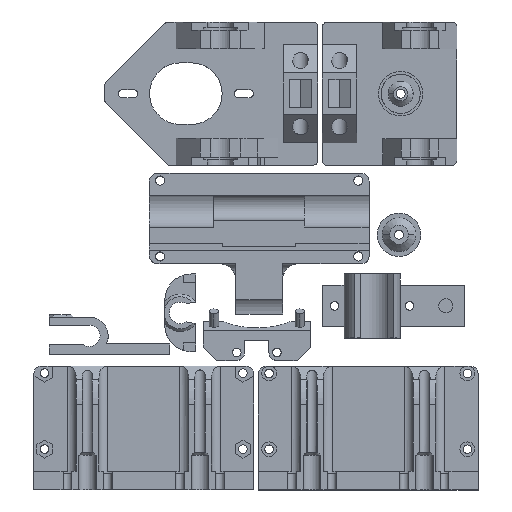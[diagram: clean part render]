
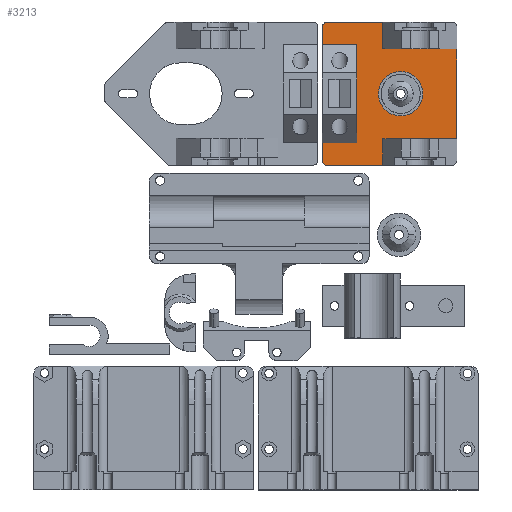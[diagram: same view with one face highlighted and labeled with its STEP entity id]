
A CAD part, top view. The second image highlights one B-rep face of the part: STEP entity #3213.
In plain terms, the highlighted face is planar.
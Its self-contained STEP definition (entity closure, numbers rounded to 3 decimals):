
#37 = LINE ( 'NONE', #10836, #4607 ) ;
#119 = ORIENTED_EDGE ( 'NONE', *, *, #12342, .T. ) ;
#303 = CARTESIAN_POINT ( 'NONE',  ( -18.35, 6.5, 13. ) ) ;
#397 = CIRCLE ( 'NONE', #10652, 8.3 ) ;
#695 = LINE ( 'NONE', #9072, #4714 ) ;
#769 = ORIENTED_EDGE ( 'NONE', *, *, #14873, .T. ) ;
#1012 = VERTEX_POINT ( 'NONE', #3201 ) ;
#1078 = CARTESIAN_POINT ( 'NONE',  ( 26.729, 6.5, 50.3 ) ) ;
#1089 = CARTESIAN_POINT ( 'NONE',  ( 18.35, 6.5, 13. ) ) ;
#1457 = ORIENTED_EDGE ( 'NONE', *, *, #15253, .F. ) ;
#1721 = AXIS2_PLACEMENT_3D ( 'NONE', #7061, #19133, #8797 ) ;
#2062 = CARTESIAN_POINT ( 'NONE',  ( 0., 6.5, 29.3 ) ) ;
#2665 = DIRECTION ( 'NONE',  ( 1., 0., 0. ) ) ;
#3125 = AXIS2_PLACEMENT_3D ( 'NONE', #4651, #11523, #13248 ) ;
#3187 = CARTESIAN_POINT ( 'NONE',  ( 0., 6.5, 29.3 ) ) ;
#3201 = CARTESIAN_POINT ( 'NONE',  ( 8.3, 6.5, 29.3 ) ) ;
#3213 = ADVANCED_FACE ( 'NONE', ( #7666, #16275 ), #16715, .F. ) ;
#3294 = LINE ( 'NONE', #1078, #12454 ) ;
#3346 = VECTOR ( 'NONE', #20086, 1000. ) ;
#3524 = VERTEX_POINT ( 'NONE', #12351 ) ;
#3542 = VECTOR ( 'NONE', #16389, 1000. ) ;
#3670 = LINE ( 'NONE', #20370, #8229 ) ;
#3780 = CARTESIAN_POINT ( 'NONE',  ( -16.729, 6.5, 22.7 ) ) ;
#3801 = DIRECTION ( 'NONE',  ( -1., 0., 0. ) ) ;
#3854 = CARTESIAN_POINT ( 'NONE',  ( 26.729, 6.5, 50.3 ) ) ;
#3995 = CARTESIAN_POINT ( 'NONE',  ( 26.729, 6.5, 22.7 ) ) ;
#4095 = VERTEX_POINT ( 'NONE', #4563 ) ;
#4560 = CARTESIAN_POINT ( 'NONE',  ( -16.729, 6.5, 50.3 ) ) ;
#4563 = CARTESIAN_POINT ( 'NONE',  ( 18.35, 6.5, 0. ) ) ;
#4606 = ORIENTED_EDGE ( 'NONE', *, *, #12899, .T. ) ;
#4607 = VECTOR ( 'NONE', #19246, 1000. ) ;
#4618 = ORIENTED_EDGE ( 'NONE', *, *, #5625, .F. ) ;
#4651 = CARTESIAN_POINT ( 'NONE',  ( 26.729, 6.5, 50.3 ) ) ;
#4714 = VECTOR ( 'NONE', #7343, 1000. ) ;
#4823 = VECTOR ( 'NONE', #16185, 1000. ) ;
#4827 = ORIENTED_EDGE ( 'NONE', *, *, #15548, .T. ) ;
#4892 = DIRECTION ( 'NONE',  ( -1., 0., 0. ) ) ;
#5138 = VERTEX_POINT ( 'NONE', #4560 ) ;
#5161 = CARTESIAN_POINT ( 'NONE',  ( -26.729, 6.5, 2. ) ) ;
#5285 = EDGE_CURVE ( 'NONE', #17779, #8318, #21675, .T. ) ;
#5376 = LINE ( 'NONE', #10983, #4823 ) ;
#5615 = ORIENTED_EDGE ( 'NONE', *, *, #16680, .F. ) ;
#5625 = EDGE_CURVE ( 'NONE', #19979, #17824, #16281, .T. ) ;
#6047 = CARTESIAN_POINT ( 'NONE',  ( 24.729, 6.5, 0. ) ) ;
#6100 = ORIENTED_EDGE ( 'NONE', *, *, #13352, .F. ) ;
#6339 = EDGE_CURVE ( 'NONE', #17779, #9063, #37, .T. ) ;
#6708 = EDGE_CURVE ( 'NONE', #17824, #5138, #17073, .T. ) ;
#6823 = EDGE_CURVE ( 'NONE', #19722, #21620, #20045, .T. ) ;
#7061 = CARTESIAN_POINT ( 'NONE',  ( 24.729, 6.5, 2. ) ) ;
#7343 = DIRECTION ( 'NONE',  ( 0., 0., 1. ) ) ;
#7380 = CIRCLE ( 'NONE', #1721, 2. ) ;
#7531 = VECTOR ( 'NONE', #14518, 1000. ) ;
#7586 = CARTESIAN_POINT ( 'NONE',  ( -18.35, 6.5, 0. ) ) ;
#7588 = CARTESIAN_POINT ( 'NONE',  ( 26.729, 6.5, 0. ) ) ;
#7666 = FACE_BOUND ( 'NONE', #21304, .T. ) ;
#7697 = VERTEX_POINT ( 'NONE', #19072 ) ;
#7835 = CARTESIAN_POINT ( 'NONE',  ( -24.729, 6.5, 2. ) ) ;
#8008 = CARTESIAN_POINT ( 'NONE',  ( -26.729, 6.5, 22.7 ) ) ;
#8193 = VECTOR ( 'NONE', #10787, 1000. ) ;
#8229 = VECTOR ( 'NONE', #8321, 1000. ) ;
#8318 = VERTEX_POINT ( 'NONE', #7586 ) ;
#8321 = DIRECTION ( 'NONE',  ( 1., 0., 0. ) ) ;
#8797 = DIRECTION ( 'NONE',  ( 1., 0., 0. ) ) ;
#9063 = VERTEX_POINT ( 'NONE', #1089 ) ;
#9072 = CARTESIAN_POINT ( 'NONE',  ( 18.35, 6.5, 13. ) ) ;
#9535 = CIRCLE ( 'NONE', #14580, 8.3 ) ;
#9601 = ORIENTED_EDGE ( 'NONE', *, *, #12832, .T. ) ;
#9745 = CARTESIAN_POINT ( 'NONE',  ( -18.35, 6.5, 0. ) ) ;
#10623 = EDGE_CURVE ( 'NONE', #8318, #19722, #16161, .T. ) ;
#10652 = AXIS2_PLACEMENT_3D ( 'NONE', #2062, #14113, #3801 ) ;
#10787 = DIRECTION ( 'NONE',  ( 0., 0., 1. ) ) ;
#10836 = CARTESIAN_POINT ( 'NONE',  ( 7.75, 6.5, 13. ) ) ;
#10983 = CARTESIAN_POINT ( 'NONE',  ( -26.729, 6.5, 50.3 ) ) ;
#11089 = VERTEX_POINT ( 'NONE', #20978 ) ;
#11237 = VERTEX_POINT ( 'NONE', #8008 ) ;
#11492 = DIRECTION ( 'NONE',  ( 0., 0., -1. ) ) ;
#11523 = DIRECTION ( 'NONE',  ( 0., -1., 0. ) ) ;
#11556 = EDGE_CURVE ( 'NONE', #3524, #1012, #397, .T. ) ;
#12342 = EDGE_CURVE ( 'NONE', #7697, #5138, #16644, .T. ) ;
#12351 = CARTESIAN_POINT ( 'NONE',  ( -8.3, 6.5, 29.3 ) ) ;
#12454 = VECTOR ( 'NONE', #13114, 1000. ) ;
#12676 = AXIS2_PLACEMENT_3D ( 'NONE', #7835, #18163, #2665 ) ;
#12825 = EDGE_LOOP ( 'NONE', ( #769, #13988, #4827, #9601, #18119, #18394, #14803, #16551, #5615, #1457, #119, #19404, #4618, #4606 ) ) ;
#12832 = EDGE_CURVE ( 'NONE', #4095, #9063, #695, .T. ) ;
#12899 = EDGE_CURVE ( 'NONE', #19979, #16651, #3670, .T. ) ;
#13114 = DIRECTION ( 'NONE',  ( 0., 0., -1. ) ) ;
#13248 = DIRECTION ( 'NONE',  ( 1., 0., 0. ) ) ;
#13352 = EDGE_CURVE ( 'NONE', #1012, #3524, #9535, .T. ) ;
#13988 = ORIENTED_EDGE ( 'NONE', *, *, #20498, .T. ) ;
#14113 = DIRECTION ( 'NONE',  ( 0., 1., 0. ) ) ;
#14518 = DIRECTION ( 'NONE',  ( -1., 0., 0. ) ) ;
#14580 = AXIS2_PLACEMENT_3D ( 'NONE', #3187, #15219, #4892 ) ;
#14803 = ORIENTED_EDGE ( 'NONE', *, *, #10623, .T. ) ;
#14873 = EDGE_CURVE ( 'NONE', #16651, #11089, #3294, .T. ) ;
#15219 = DIRECTION ( 'NONE',  ( 0., 1., 0. ) ) ;
#15253 = EDGE_CURVE ( 'NONE', #7697, #11237, #18622, .T. ) ;
#15548 = EDGE_CURVE ( 'NONE', #19595, #4095, #21836, .T. ) ;
#15894 = DIRECTION ( 'NONE',  ( -1., 0., 0. ) ) ;
#15909 = CARTESIAN_POINT ( 'NONE',  ( 16.729, 6.5, 50.3 ) ) ;
#15912 = CARTESIAN_POINT ( 'NONE',  ( 16.729, 6.5, 22.7 ) ) ;
#16161 = LINE ( 'NONE', #7588, #7531 ) ;
#16185 = DIRECTION ( 'NONE',  ( 0., 0., -1. ) ) ;
#16275 = FACE_OUTER_BOUND ( 'NONE', #12825, .T. ) ;
#16281 = LINE ( 'NONE', #21114, #8193 ) ;
#16389 = DIRECTION ( 'NONE',  ( -1., 0., 0. ) ) ;
#16551 = ORIENTED_EDGE ( 'NONE', *, *, #6823, .T. ) ;
#16585 = ORIENTED_EDGE ( 'NONE', *, *, #11556, .F. ) ;
#16644 = LINE ( 'NONE', #19666, #22298 ) ;
#16651 = VERTEX_POINT ( 'NONE', #3995 ) ;
#16680 = EDGE_CURVE ( 'NONE', #11237, #21620, #5376, .T. ) ;
#16715 = PLANE ( 'NONE',  #3125 ) ;
#17073 = LINE ( 'NONE', #3854, #3346 ) ;
#17622 = VECTOR ( 'NONE', #11492, 1000. ) ;
#17779 = VERTEX_POINT ( 'NONE', #303 ) ;
#17824 = VERTEX_POINT ( 'NONE', #15909 ) ;
#17918 = DIRECTION ( 'NONE',  ( 0., 0., 1. ) ) ;
#18075 = VECTOR ( 'NONE', #15894, 1000. ) ;
#18116 = CARTESIAN_POINT ( 'NONE',  ( 26.729, 6.5, 0. ) ) ;
#18119 = ORIENTED_EDGE ( 'NONE', *, *, #6339, .F. ) ;
#18163 = DIRECTION ( 'NONE',  ( 0., 1., 0. ) ) ;
#18394 = ORIENTED_EDGE ( 'NONE', *, *, #5285, .T. ) ;
#18622 = LINE ( 'NONE', #3780, #18075 ) ;
#19072 = CARTESIAN_POINT ( 'NONE',  ( -16.729, 6.5, 22.7 ) ) ;
#19133 = DIRECTION ( 'NONE',  ( 0., 1., 0. ) ) ;
#19246 = DIRECTION ( 'NONE',  ( 1., 0., 0. ) ) ;
#19404 = ORIENTED_EDGE ( 'NONE', *, *, #6708, .F. ) ;
#19595 = VERTEX_POINT ( 'NONE', #6047 ) ;
#19666 = CARTESIAN_POINT ( 'NONE',  ( -16.729, 6.5, 50.3 ) ) ;
#19722 = VERTEX_POINT ( 'NONE', #20214 ) ;
#19979 = VERTEX_POINT ( 'NONE', #15912 ) ;
#20045 = CIRCLE ( 'NONE', #12676, 2. ) ;
#20086 = DIRECTION ( 'NONE',  ( -1., 0., 0. ) ) ;
#20214 = CARTESIAN_POINT ( 'NONE',  ( -24.729, 6.5, 0. ) ) ;
#20370 = CARTESIAN_POINT ( 'NONE',  ( 16.729, 6.5, 22.7 ) ) ;
#20498 = EDGE_CURVE ( 'NONE', #11089, #19595, #7380, .T. ) ;
#20978 = CARTESIAN_POINT ( 'NONE',  ( 26.729, 6.5, 2. ) ) ;
#21114 = CARTESIAN_POINT ( 'NONE',  ( 16.729, 6.5, 50.3 ) ) ;
#21304 = EDGE_LOOP ( 'NONE', ( #16585, #6100 ) ) ;
#21620 = VERTEX_POINT ( 'NONE', #5161 ) ;
#21675 = LINE ( 'NONE', #9745, #17622 ) ;
#21836 = LINE ( 'NONE', #18116, #3542 ) ;
#22298 = VECTOR ( 'NONE', #17918, 1000. ) ;
